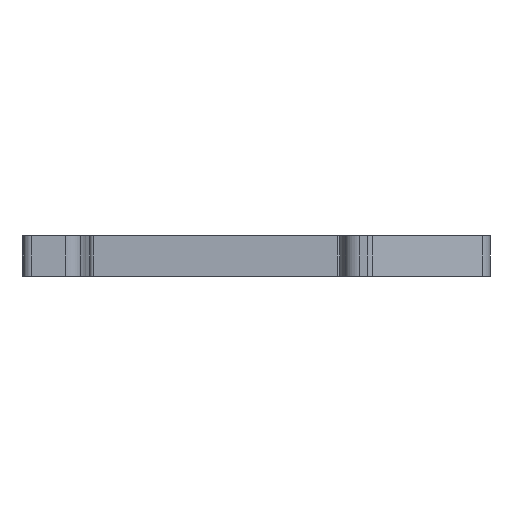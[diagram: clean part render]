
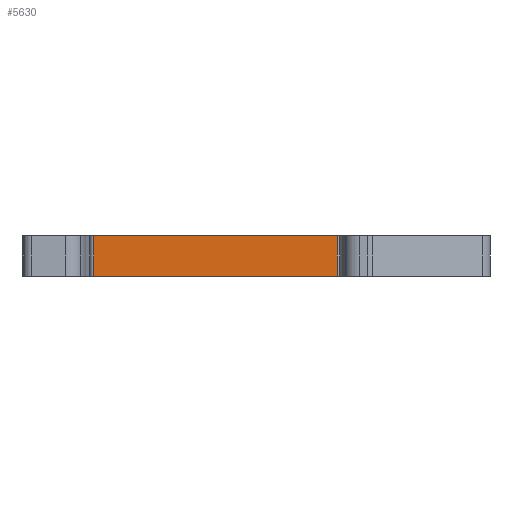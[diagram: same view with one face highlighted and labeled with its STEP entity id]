
A CAD part, front view. The second image highlights one B-rep face of the part: STEP entity #5630.
In plain terms, the highlighted planar face has unit normal (0, -1, 0).
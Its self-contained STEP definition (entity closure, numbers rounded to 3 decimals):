
#217=DIRECTION('',(1.,0.,0.));
#218=VECTOR('',#217,30.895);
#219=CARTESIAN_POINT('',(-10.195,1.,-2.6));
#220=LINE('',#219,#218);
#1365=DIRECTION('',(1.,0.,0.));
#1366=VECTOR('',#1365,30.895);
#1367=CARTESIAN_POINT('',(-10.195,1.,2.6));
#1368=LINE('',#1367,#1366);
#2061=DIRECTION('',(0.,0.,1.));
#2062=VECTOR('',#2061,5.2);
#2063=CARTESIAN_POINT('',(20.7,1.,-2.6));
#2064=LINE('',#2063,#2062);
#2065=DIRECTION('',(0.,0.,1.));
#2066=VECTOR('',#2065,5.2);
#2067=CARTESIAN_POINT('',(-10.195,1.,-2.6));
#2068=LINE('',#2067,#2066);
#2680=CARTESIAN_POINT('',(-10.195,1.,-2.6));
#2681=VERTEX_POINT('',#2680);
#2682=CARTESIAN_POINT('',(20.7,1.,-2.6));
#2683=VERTEX_POINT('',#2682);
#2940=CARTESIAN_POINT('',(-10.195,1.,2.6));
#2941=VERTEX_POINT('',#2940);
#2942=CARTESIAN_POINT('',(20.7,1.,2.6));
#2943=VERTEX_POINT('',#2942);
#5618=CARTESIAN_POINT('',(-10.195,1.,-2.6));
#5619=DIRECTION('',(0.,-1.,0.));
#5620=DIRECTION('',(1.,0.,0.));
#5621=AXIS2_PLACEMENT_3D('',#5618,#5619,#5620);
#5622=PLANE('',#5621);
#5623=ORIENTED_EDGE('',*,*,#3494,.F.);
#5625=ORIENTED_EDGE('',*,*,#5624,.T.);
#5626=ORIENTED_EDGE('',*,*,#4554,.T.);
#5627=ORIENTED_EDGE('',*,*,#5611,.F.);
#5628=EDGE_LOOP('',(#5623,#5625,#5626,#5627));
#5629=FACE_OUTER_BOUND('',#5628,.F.);
#5630=ADVANCED_FACE('',(#5629),#5622,.T.);
#3494=EDGE_CURVE('',#2681,#2683,#220,.T.);
#4554=EDGE_CURVE('',#2941,#2943,#1368,.T.);
#5611=EDGE_CURVE('',#2683,#2943,#2064,.T.);
#5624=EDGE_CURVE('',#2681,#2941,#2068,.T.);
